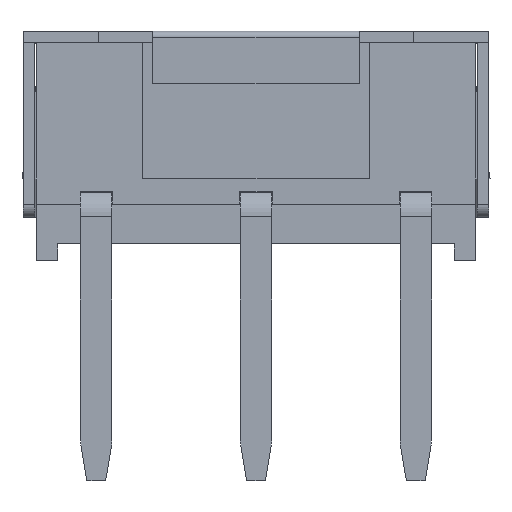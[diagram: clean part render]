
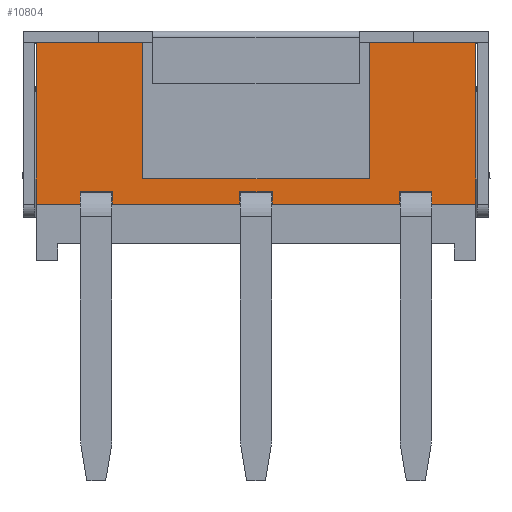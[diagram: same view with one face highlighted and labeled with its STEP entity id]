
A CAD part, left-side view. The second image highlights one B-rep face of the part: STEP entity #10804.
In plain terms, the highlighted planar face has unit normal (-1, 0, 0).
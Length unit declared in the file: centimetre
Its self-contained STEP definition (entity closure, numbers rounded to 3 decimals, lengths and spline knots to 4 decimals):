
#789=PLANE('',#11449);
#1354=FACE_OUTER_BOUND('',#1947,.T.);
#1947=EDGE_LOOP('',(#10105,#10106,#10107,#10108,#10109,#10110,#10111,#10112,
#10113,#10114,#10115,#10116,#10117,#10118,#10119,#10120,#10121,#10122,#10123,
#10124));
#2307=LINE('',#14354,#3440);
#2313=LINE('',#14365,#3446);
#2321=LINE('',#14381,#3454);
#2327=LINE('',#14392,#3460);
#3117=LINE('',#18591,#4250);
#3124=LINE('',#18604,#4257);
#3144=LINE('',#18639,#4277);
#3154=LINE('',#18660,#4287);
#3157=LINE('',#18664,#4290);
#3159=LINE('',#18667,#4292);
#3161=LINE('',#18673,#4294);
#3163=LINE('',#18676,#4296);
#3164=LINE('',#18678,#4297);
#3167=LINE('',#18686,#4300);
#3170=LINE('',#18690,#4303);
#3172=LINE('',#18693,#4305);
#3200=LINE('',#18752,#4333);
#3202=LINE('',#18756,#4335);
#3204=LINE('',#18759,#4337);
#3205=LINE('',#18761,#4338);
#3440=VECTOR('',#11913,1.);
#3446=VECTOR('',#11921,1.);
#3454=VECTOR('',#11933,1.);
#3460=VECTOR('',#11941,1.);
#4250=VECTOR('',#13573,1.);
#4257=VECTOR('',#13586,1.);
#4277=VECTOR('',#13608,1.);
#4287=VECTOR('',#13624,1.);
#4290=VECTOR('',#13629,1.);
#4292=VECTOR('',#13633,1.);
#4294=VECTOR('',#13639,1.);
#4296=VECTOR('',#13643,1.);
#4297=VECTOR('',#13646,1.);
#4300=VECTOR('',#13651,1.);
#4303=VECTOR('',#13656,1.);
#4305=VECTOR('',#13660,1.);
#4333=VECTOR('',#13722,1.);
#4335=VECTOR('',#13726,1.);
#4337=VECTOR('',#13730,1.);
#4338=VECTOR('',#13733,1.);
#4547=VERTEX_POINT('',#14351);
#4548=VERTEX_POINT('',#14353);
#4551=VERTEX_POINT('',#14362);
#4552=VERTEX_POINT('',#14364);
#4557=VERTEX_POINT('',#14378);
#4558=VERTEX_POINT('',#14380);
#4561=VERTEX_POINT('',#14389);
#4562=VERTEX_POINT('',#14391);
#5341=VERTEX_POINT('',#18588);
#5342=VERTEX_POINT('',#18590);
#5359=VERTEX_POINT('',#18637);
#5366=VERTEX_POINT('',#18657);
#5367=VERTEX_POINT('',#18659);
#5368=VERTEX_POINT('',#18670);
#5369=VERTEX_POINT('',#18672);
#5372=VERTEX_POINT('',#18683);
#5373=VERTEX_POINT('',#18685);
#5386=VERTEX_POINT('',#18749);
#5387=VERTEX_POINT('',#18751);
#5388=VERTEX_POINT('',#18755);
#5655=EDGE_CURVE('',#4548,#4547,#2307,.T.);
#5661=EDGE_CURVE('',#4552,#4551,#2313,.T.);
#5669=EDGE_CURVE('',#4558,#4557,#2321,.T.);
#5675=EDGE_CURVE('',#4562,#4561,#2327,.T.);
#6852=EDGE_CURVE('',#5342,#5341,#3117,.T.);
#6859=EDGE_CURVE('',#4548,#5341,#3124,.T.);
#6879=EDGE_CURVE('',#4561,#5359,#3144,.T.);
#6889=EDGE_CURVE('',#5367,#5366,#3154,.T.);
#6892=EDGE_CURVE('',#4557,#5367,#3157,.T.);
#6894=EDGE_CURVE('',#5366,#4562,#3159,.T.);
#6896=EDGE_CURVE('',#5369,#5368,#3161,.T.);
#6898=EDGE_CURVE('',#4551,#5369,#3163,.T.);
#6899=EDGE_CURVE('',#5368,#4558,#3164,.T.);
#6902=EDGE_CURVE('',#5373,#5372,#3167,.T.);
#6905=EDGE_CURVE('',#4547,#5373,#3170,.T.);
#6907=EDGE_CURVE('',#5372,#4552,#3172,.T.);
#6935=EDGE_CURVE('',#5387,#5386,#3200,.T.);
#6937=EDGE_CURVE('',#5388,#5387,#3202,.T.);
#6939=EDGE_CURVE('',#5386,#5342,#3204,.T.);
#6940=EDGE_CURVE('',#5359,#5388,#3205,.T.);
#10105=ORIENTED_EDGE('',*,*,#6894,.T.);
#10106=ORIENTED_EDGE('',*,*,#5675,.T.);
#10107=ORIENTED_EDGE('',*,*,#6879,.T.);
#10108=ORIENTED_EDGE('',*,*,#6940,.T.);
#10109=ORIENTED_EDGE('',*,*,#6937,.T.);
#10110=ORIENTED_EDGE('',*,*,#6935,.T.);
#10111=ORIENTED_EDGE('',*,*,#6939,.T.);
#10112=ORIENTED_EDGE('',*,*,#6852,.T.);
#10113=ORIENTED_EDGE('',*,*,#6859,.F.);
#10114=ORIENTED_EDGE('',*,*,#5655,.T.);
#10115=ORIENTED_EDGE('',*,*,#6905,.T.);
#10116=ORIENTED_EDGE('',*,*,#6902,.T.);
#10117=ORIENTED_EDGE('',*,*,#6907,.T.);
#10118=ORIENTED_EDGE('',*,*,#5661,.T.);
#10119=ORIENTED_EDGE('',*,*,#6898,.T.);
#10120=ORIENTED_EDGE('',*,*,#6896,.T.);
#10121=ORIENTED_EDGE('',*,*,#6899,.T.);
#10122=ORIENTED_EDGE('',*,*,#5669,.T.);
#10123=ORIENTED_EDGE('',*,*,#6892,.T.);
#10124=ORIENTED_EDGE('',*,*,#6889,.T.);
#10804=ADVANCED_FACE('',(#1354),#789,.T.);
#11449=AXIS2_PLACEMENT_3D('',#18850,#13827,#13828);
#11913=DIRECTION('',(0.,-1.,0.));
#11921=DIRECTION('',(0.,-1.,0.));
#11933=DIRECTION('',(0.,-1.,0.));
#11941=DIRECTION('',(0.,-1.,0.));
#13573=DIRECTION('',(0.,1.,0.));
#13586=DIRECTION('',(0.,0.,1.));
#13608=DIRECTION('',(0.,0.,1.));
#13624=DIRECTION('',(0.,-1.,0.));
#13629=DIRECTION('',(0.,0.,1.));
#13633=DIRECTION('',(0.,0.,-1.));
#13639=DIRECTION('',(0.,-1.,0.));
#13643=DIRECTION('',(0.,0.,1.));
#13646=DIRECTION('',(0.,0.,-1.));
#13651=DIRECTION('',(0.,-1.,0.));
#13656=DIRECTION('',(0.,0.,1.));
#13660=DIRECTION('',(0.,0.,-1.));
#13722=DIRECTION('',(0.,1.,0.));
#13726=DIRECTION('',(0.,0.,-1.));
#13730=DIRECTION('',(0.,0.,1.));
#13733=DIRECTION('',(0.,1.,0.));
#13827=DIRECTION('center_axis',(-1.,0.,0.));
#13828=DIRECTION('ref_axis',(0.,0.,1.));
#14351=CARTESIAN_POINT('',(-0.372,0.2795,0.063));
#14353=CARTESIAN_POINT('',(-0.372,0.349,0.063));
#14354=CARTESIAN_POINT('',(-0.372,-0.349,0.063));
#14362=CARTESIAN_POINT('',(-0.372,0.0255,0.063));
#14364=CARTESIAN_POINT('',(-0.372,0.2285,0.063));
#14365=CARTESIAN_POINT('',(-0.372,-0.349,0.063));
#14378=CARTESIAN_POINT('',(-0.372,-0.2285,0.063));
#14380=CARTESIAN_POINT('',(-0.372,-0.0255,0.063));
#14381=CARTESIAN_POINT('',(-0.372,-0.349,0.063));
#14389=CARTESIAN_POINT('',(-0.372,-0.349,0.063));
#14391=CARTESIAN_POINT('',(-0.372,-0.2795,0.063));
#14392=CARTESIAN_POINT('',(-0.372,-0.349,0.063));
#18588=CARTESIAN_POINT('',(-0.372,0.349,0.32));
#18590=CARTESIAN_POINT('',(-0.372,0.18,0.32));
#18591=CARTESIAN_POINT('',(-0.372,-0.349,0.32));
#18604=CARTESIAN_POINT('',(-0.372,0.349,0.));
#18637=CARTESIAN_POINT('',(-0.372,-0.349,0.32));
#18639=CARTESIAN_POINT('',(-0.372,-0.349,0.));
#18657=CARTESIAN_POINT('',(-0.372,-0.2795,0.083));
#18659=CARTESIAN_POINT('',(-0.372,-0.2285,0.083));
#18660=CARTESIAN_POINT('',(-0.372,-0.3143,0.083));
#18664=CARTESIAN_POINT('',(-0.372,-0.2285,0.0415));
#18667=CARTESIAN_POINT('',(-0.372,-0.2795,0.0315));
#18670=CARTESIAN_POINT('',(-0.372,-0.0255,0.083));
#18672=CARTESIAN_POINT('',(-0.372,0.0255,0.083));
#18673=CARTESIAN_POINT('',(-0.372,-0.1873,0.083));
#18676=CARTESIAN_POINT('',(-0.372,0.0255,0.0415));
#18678=CARTESIAN_POINT('',(-0.372,-0.0255,0.0315));
#18683=CARTESIAN_POINT('',(-0.372,0.2285,0.083));
#18685=CARTESIAN_POINT('',(-0.372,0.2795,0.083));
#18686=CARTESIAN_POINT('',(-0.372,-0.0602,0.083));
#18690=CARTESIAN_POINT('',(-0.372,0.2795,0.0415));
#18693=CARTESIAN_POINT('',(-0.372,0.2285,0.0315));
#18749=CARTESIAN_POINT('',(-0.372,0.18,0.103));
#18751=CARTESIAN_POINT('',(-0.372,-0.18,0.103));
#18752=CARTESIAN_POINT('',(-0.372,-0.0845,0.103));
#18755=CARTESIAN_POINT('',(-0.372,-0.18,0.32));
#18756=CARTESIAN_POINT('',(-0.372,-0.18,0.0515));
#18759=CARTESIAN_POINT('',(-0.372,0.18,0.16));
#18761=CARTESIAN_POINT('',(-0.372,-0.349,0.32));
#18850=CARTESIAN_POINT('Origin',(-0.372,-0.349,0.));
